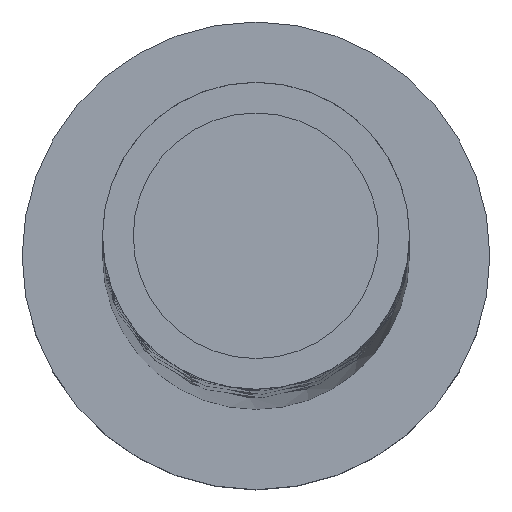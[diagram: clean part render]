
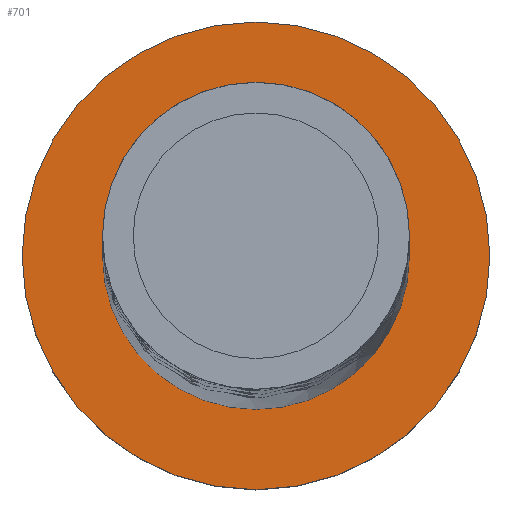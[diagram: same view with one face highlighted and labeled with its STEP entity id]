
A CAD part, top view. The second image highlights one B-rep face of the part: STEP entity #701.
In plain terms, the highlighted planar face has unit normal (0, 0, 1).
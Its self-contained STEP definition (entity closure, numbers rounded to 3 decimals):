
#45 = ORIENTED_EDGE ( 'NONE', *, *, #683, .F. ) ;
#115 = DIRECTION ( 'NONE',  ( 0., 0., 1. ) ) ;
#188 = DIRECTION ( 'NONE',  ( 1., 0., 0. ) ) ;
#198 = CIRCLE ( 'NONE', #1501, 8. ) ;
#202 = ORIENTED_EDGE ( 'NONE', *, *, #403, .T. ) ;
#221 = DIRECTION ( 'NONE',  ( 0., 0., 1. ) ) ;
#224 = VERTEX_POINT ( 'NONE', #1618 ) ;
#230 = CARTESIAN_POINT ( 'NONE',  ( 0., 0., 5. ) ) ;
#253 = EDGE_CURVE ( 'NONE', #224, #584, #1969, .T. ) ;
#333 = PLANE ( 'NONE',  #1371 ) ;
#360 = CARTESIAN_POINT ( 'NONE',  ( -8., 0., 5. ) ) ;
#403 = EDGE_CURVE ( 'NONE', #1243, #1735, #412, .T. ) ;
#412 = CIRCLE ( 'NONE', #1550, 8. ) ;
#448 = DIRECTION ( 'NONE',  ( 0., 0., 1. ) ) ;
#470 = CARTESIAN_POINT ( 'NONE',  ( 0., 0., 5. ) ) ;
#584 = VERTEX_POINT ( 'NONE', #939 ) ;
#639 = DIRECTION ( 'NONE',  ( 0., 0., 1. ) ) ;
#666 = EDGE_LOOP ( 'NONE', ( #45, #1996 ) ) ;
#683 = EDGE_CURVE ( 'NONE', #584, #224, #1035, .T. ) ;
#701 = ADVANCED_FACE ( 'NONE', ( #1101, #948 ), #333, .T. ) ;
#755 = DIRECTION ( 'NONE',  ( 1., 0., 0. ) ) ;
#814 = AXIS2_PLACEMENT_3D ( 'NONE', #470, #639, #1380 ) ;
#863 = DIRECTION ( 'NONE',  ( 0., 0., 1. ) ) ;
#926 = AXIS2_PLACEMENT_3D ( 'NONE', #230, #221, #188 ) ;
#939 = CARTESIAN_POINT ( 'NONE',  ( -5.25, 0., 5. ) ) ;
#948 = FACE_OUTER_BOUND ( 'NONE', #1342, .T. ) ;
#968 = EDGE_CURVE ( 'NONE', #1735, #1243, #198, .T. ) ;
#1012 = CARTESIAN_POINT ( 'NONE',  ( 0., 0., 5. ) ) ;
#1035 = CIRCLE ( 'NONE', #814, 5.25 ) ;
#1101 = FACE_BOUND ( 'NONE', #666, .T. ) ;
#1128 = ORIENTED_EDGE ( 'NONE', *, *, #968, .T. ) ;
#1172 = DIRECTION ( 'NONE',  ( 1., 0., 0. ) ) ;
#1243 = VERTEX_POINT ( 'NONE', #360 ) ;
#1327 = DIRECTION ( 'NONE',  ( 1., 0., 0. ) ) ;
#1342 = EDGE_LOOP ( 'NONE', ( #202, #1128 ) ) ;
#1371 = AXIS2_PLACEMENT_3D ( 'NONE', #1839, #448, #755 ) ;
#1380 = DIRECTION ( 'NONE',  ( 1., 0., 0. ) ) ;
#1501 = AXIS2_PLACEMENT_3D ( 'NONE', #1012, #863, #1327 ) ;
#1524 = CARTESIAN_POINT ( 'NONE',  ( 0., 0., 5. ) ) ;
#1550 = AXIS2_PLACEMENT_3D ( 'NONE', #1524, #115, #1172 ) ;
#1618 = CARTESIAN_POINT ( 'NONE',  ( 5.25, 0., 5. ) ) ;
#1735 = VERTEX_POINT ( 'NONE', #1945 ) ;
#1839 = CARTESIAN_POINT ( 'NONE',  ( 0., 0., 5. ) ) ;
#1945 = CARTESIAN_POINT ( 'NONE',  ( 8., 0., 5. ) ) ;
#1969 = CIRCLE ( 'NONE', #926, 5.25 ) ;
#1996 = ORIENTED_EDGE ( 'NONE', *, *, #253, .F. ) ;
